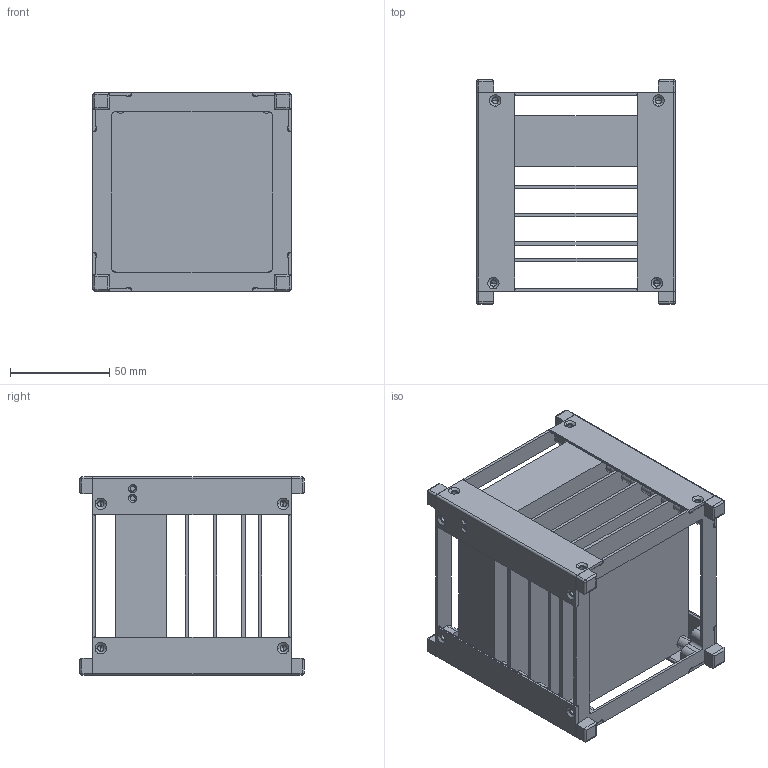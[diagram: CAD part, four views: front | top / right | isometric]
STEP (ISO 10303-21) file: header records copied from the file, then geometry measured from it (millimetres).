
FILE_DESCRIPTION (( 'STEP AP203' ), '1' );
FILE_NAME ('Mk5_wInternals_forSimulation.STEP', '2021-03-03T06:24:59', ( '' ), ( '' ), 'SwSTEP 2.0', 'SolidWorks 2020', '' );
FILE_SCHEMA (( 'CONFIG_CONTROL_DESIGN' ));
Length unit declared in the file: millimetre
Products named in the file (11): Side Rail 3 Mk5_3.1; EndPlate Mk5_Plain; Mk5_wInternals_forSimulation; EndPlate Mk5_2X Deployment Switch, 2X Separation Spring; Side Rail 4 Mk5 - old2_2.1; Side Rail 1 Mk5_1.1; PC104 Board for Stacking; PC104 Board for Stacking_Shorter End One to fit evenly for sims; Internal Simulation Boards Stack; PC104 Batt board for Stacking; Side Rail 2 Mk5 - old4_4.1
Assembly tree (12 placements, depth 3):
  Mk5_wInternals_forSimulation
    EndPlate Mk5_2X Deployment Switch, 2X Separation Spring
    EndPlate Mk5_Plain
    Side Rail 1 Mk5_1.1
    Side Rail 3 Mk5_3.1
    Side Rail 4 Mk5 - old2_2.1
    Side Rail 2 Mk5 - old4_4.1
    Internal Simulation Boards Stack
      PC104 Batt board for Stacking
      PC104 Board for Stacking  x3
      PC104 Board for Stacking_Shorter End One to fit evenly for sims
Bounding box: 100 x 113 x 100 mm (x, y, z)
Volume: 325616.2 mm3; surface area: 154854.8 mm2
Topology: 11 solids, 11 shells, 616 faces, 1492 edges, 906 vertices
Faces by surface type: cylinder 296, plane 220, cone 92, sphere 8
Entity records: 17289 total; most frequent: DIRECTION 2952, CARTESIAN_POINT 2782, ORIENTED_EDGE 2624, EDGE_CURVE 1312, AXIS2_PLACEMENT_3D 1092, VERTEX_POINT 826, LINE 768, VECTOR 768
